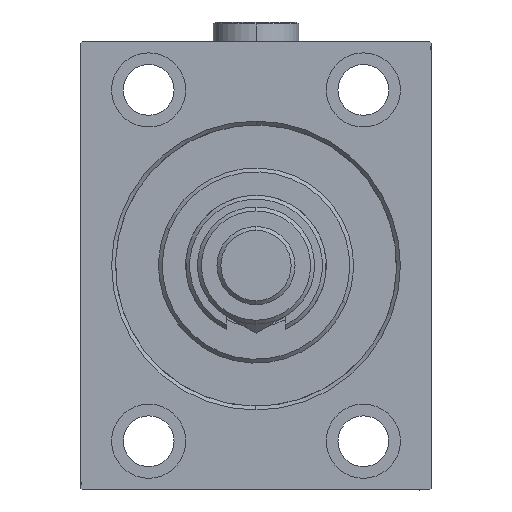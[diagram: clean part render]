
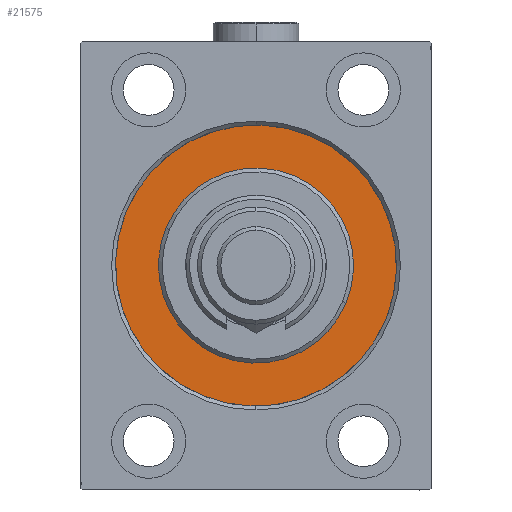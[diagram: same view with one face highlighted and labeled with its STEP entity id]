
A CAD part, left-side view. The second image highlights one B-rep face of the part: STEP entity #21575.
In plain terms, the highlighted face is planar.
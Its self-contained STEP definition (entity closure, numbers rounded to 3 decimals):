
#470 = DIRECTION ( 'NONE',  ( 1., 0., 0. ) ) ;
#1321 = EDGE_CURVE ( 'NONE', #14413, #31392, #43515, .T. ) ;
#1324 = CARTESIAN_POINT ( 'NONE',  ( 0., 0., 0. ) ) ;
#3506 = CIRCLE ( 'NONE', #24403, 25. ) ;
#4850 = ORIENTED_EDGE ( 'NONE', *, *, #19985, .F. ) ;
#5072 = CIRCLE ( 'NONE', #23664, 36. ) ;
#6620 = DIRECTION ( 'NONE',  ( 0., 0., -1. ) ) ;
#7583 = EDGE_LOOP ( 'NONE', ( #12405, #4850 ) ) ;
#12405 = ORIENTED_EDGE ( 'NONE', *, *, #33878, .F. ) ;
#13438 = EDGE_LOOP ( 'NONE', ( #45306, #39042 ) ) ;
#14413 = VERTEX_POINT ( 'NONE', #45857 ) ;
#14454 = DIRECTION ( 'NONE',  ( 0., 0., 1. ) ) ;
#14626 = EDGE_CURVE ( 'NONE', #31392, #14413, #3506, .T. ) ;
#14644 = VERTEX_POINT ( 'NONE', #38033 ) ;
#19103 = CARTESIAN_POINT ( 'NONE',  ( 0., 0., -25. ) ) ;
#19985 = EDGE_CURVE ( 'NONE', #14644, #21288, #5072, .T. ) ;
#20377 = FACE_BOUND ( 'NONE', #13438, .T. ) ;
#20982 = AXIS2_PLACEMENT_3D ( 'NONE', #1324, #35495, #38908 ) ;
#21288 = VERTEX_POINT ( 'NONE', #26744 ) ;
#21575 = ADVANCED_FACE ( 'NONE', ( #20377, #42470 ), #30801, .F. ) ;
#21721 = DIRECTION ( 'NONE',  ( -1., 0., 0. ) ) ;
#23223 = CARTESIAN_POINT ( 'NONE',  ( 0., 0., 0. ) ) ;
#23664 = AXIS2_PLACEMENT_3D ( 'NONE', #25367, #21721, #14454 ) ;
#24403 = AXIS2_PLACEMENT_3D ( 'NONE', #23223, #470, #37556 ) ;
#25367 = CARTESIAN_POINT ( 'NONE',  ( 0., 0., 0. ) ) ;
#26744 = CARTESIAN_POINT ( 'NONE',  ( 0., 0., -36. ) ) ;
#29533 = AXIS2_PLACEMENT_3D ( 'NONE', #47369, #40571, #6620 ) ;
#30801 = PLANE ( 'NONE',  #43127 ) ;
#31033 = DIRECTION ( 'NONE',  ( 0., 0., 1. ) ) ;
#31392 = VERTEX_POINT ( 'NONE', #19103 ) ;
#33878 = EDGE_CURVE ( 'NONE', #21288, #14644, #36468, .T. ) ;
#34446 = DIRECTION ( 'NONE',  ( -1., 0., 0. ) ) ;
#35167 = CARTESIAN_POINT ( 'NONE',  ( 0., 0., 0. ) ) ;
#35495 = DIRECTION ( 'NONE',  ( -1., 0., 0. ) ) ;
#36468 = CIRCLE ( 'NONE', #20982, 36. ) ;
#37556 = DIRECTION ( 'NONE',  ( 0., 0., -1. ) ) ;
#38033 = CARTESIAN_POINT ( 'NONE',  ( 0., 0., 36. ) ) ;
#38908 = DIRECTION ( 'NONE',  ( 0., 0., 1. ) ) ;
#39042 = ORIENTED_EDGE ( 'NONE', *, *, #14626, .F. ) ;
#40571 = DIRECTION ( 'NONE',  ( 1., 0., 0. ) ) ;
#42470 = FACE_OUTER_BOUND ( 'NONE', #7583, .T. ) ;
#43127 = AXIS2_PLACEMENT_3D ( 'NONE', #35167, #34446, #31033 ) ;
#43515 = CIRCLE ( 'NONE', #29533, 25. ) ;
#45306 = ORIENTED_EDGE ( 'NONE', *, *, #1321, .F. ) ;
#45857 = CARTESIAN_POINT ( 'NONE',  ( 0., 0., 25. ) ) ;
#47369 = CARTESIAN_POINT ( 'NONE',  ( 0., 0., 0. ) ) ;
